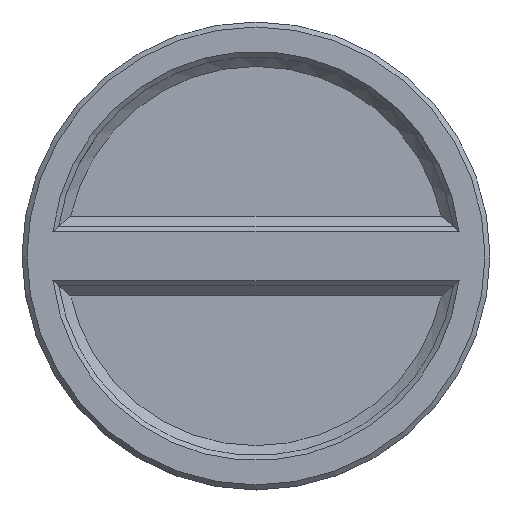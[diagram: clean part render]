
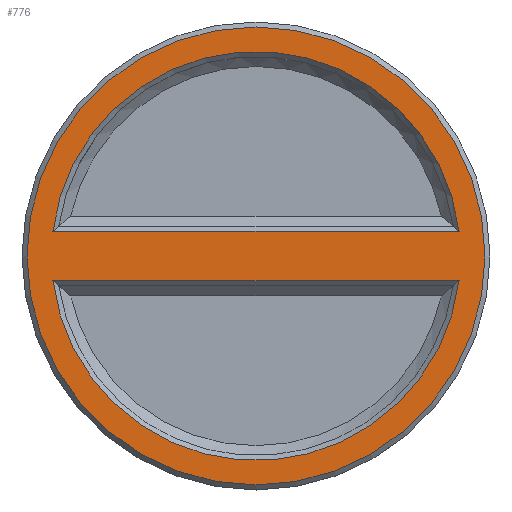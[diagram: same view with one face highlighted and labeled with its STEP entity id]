
A CAD part, top view. The second image highlights one B-rep face of the part: STEP entity #776.
In plain terms, the highlighted planar face has unit normal (0, 0, 1).
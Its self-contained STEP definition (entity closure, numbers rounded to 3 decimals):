
#56=PLANE('',#893);
#117=CIRCLE('',#894,20.5);
#118=CIRCLE('',#895,20.5);
#119=CIRCLE('',#896,22.95);
#223=ORIENTED_EDGE('',*,*,#412,.T.);
#224=ORIENTED_EDGE('',*,*,#413,.T.);
#225=ORIENTED_EDGE('',*,*,#414,.T.);
#226=ORIENTED_EDGE('',*,*,#415,.T.);
#227=ORIENTED_EDGE('',*,*,#416,.T.);
#412=EDGE_CURVE('',#499,#500,#542,.T.);
#413=EDGE_CURVE('',#500,#499,#117,.T.);
#414=EDGE_CURVE('',#501,#502,#118,.T.);
#415=EDGE_CURVE('',#502,#501,#543,.T.);
#416=EDGE_CURVE('',#503,#503,#119,.F.);
#499=VERTEX_POINT('',#1355);
#500=VERTEX_POINT('',#1356);
#501=VERTEX_POINT('',#1359);
#502=VERTEX_POINT('',#1360);
#503=VERTEX_POINT('',#1363);
#542=LINE('',#1354,#582);
#543=LINE('',#1361,#583);
#582=VECTOR('',#1104,1000.);
#583=VECTOR('',#1109,1000.);
#626=EDGE_LOOP('',(#223,#224));
#627=EDGE_LOOP('',(#225,#226));
#628=EDGE_LOOP('',(#227));
#695=FACE_BOUND('',#626,.T.);
#696=FACE_BOUND('',#627,.T.);
#697=FACE_BOUND('',#628,.T.);
#776=ADVANCED_FACE('',(#695,#696,#697),#56,.F.);
#893=AXIS2_PLACEMENT_3D('',#1353,#1102,#1103);
#894=AXIS2_PLACEMENT_3D('',#1357,#1105,#1106);
#895=AXIS2_PLACEMENT_3D('',#1358,#1107,#1108);
#896=AXIS2_PLACEMENT_3D('',#1362,#1110,#1111);
#1102=DIRECTION('',(0.,0.,-1.));
#1103=DIRECTION('',(-1.,0.,0.));
#1104=DIRECTION('',(-1.,0.,0.));
#1105=DIRECTION('',(0.,0.,-1.));
#1106=DIRECTION('',(-1.,0.,0.));
#1107=DIRECTION('',(0.,0.,-1.));
#1108=DIRECTION('',(-1.,0.,0.));
#1109=DIRECTION('',(1.,0.,0.));
#1110=DIRECTION('',(0.,0.,-1.));
#1111=DIRECTION('',(-1.,0.,0.));
#1353=CARTESIAN_POINT('',(0.,0.,12.));
#1354=CARTESIAN_POINT('',(-19.774,2.5,12.));
#1355=CARTESIAN_POINT('',(20.347,2.5,12.));
#1356=CARTESIAN_POINT('',(-20.347,2.5,12.));
#1357=CARTESIAN_POINT('',(0.,0.,12.));
#1358=CARTESIAN_POINT('',(0.,0.,12.));
#1359=CARTESIAN_POINT('',(20.347,-2.5,12.));
#1360=CARTESIAN_POINT('',(-20.347,-2.5,12.));
#1361=CARTESIAN_POINT('',(19.774,-2.5,12.));
#1362=CARTESIAN_POINT('',(0.,0.,12.));
#1363=CARTESIAN_POINT('',(-22.95,0.,12.));
